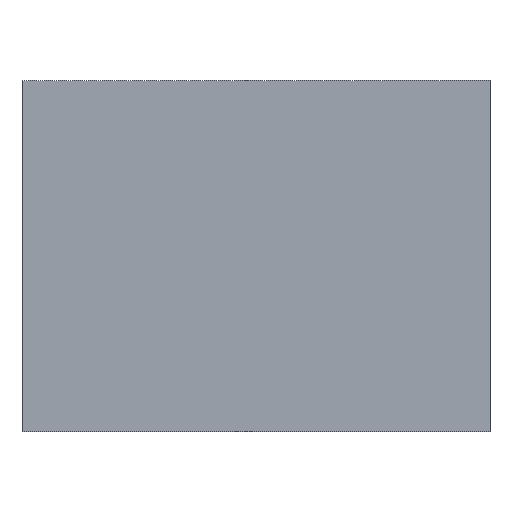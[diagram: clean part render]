
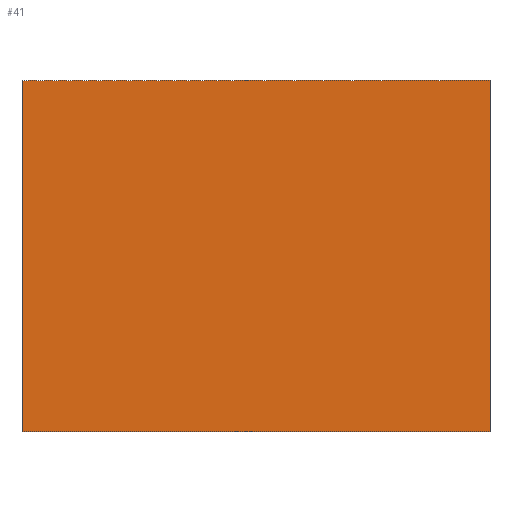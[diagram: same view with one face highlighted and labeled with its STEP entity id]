
A CAD part, left-side view. The second image highlights one B-rep face of the part: STEP entity #41.
In plain terms, the highlighted planar face has unit normal (-1, 0, 0).
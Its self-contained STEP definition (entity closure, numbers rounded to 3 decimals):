
#41=ADVANCED_FACE('',(#76),#77,.F.);
#76=FACE_OUTER_BOUND('',#102,.T.);
#77=PLANE('',#103);
#102=EDGE_LOOP('',(#147,#148,#149,#150));
#103=AXIS2_PLACEMENT_3D('',#151,#152,#153);
#147=ORIENTED_EDGE('',*,*,#156,.F.);
#148=ORIENTED_EDGE('',*,*,#169,.F.);
#149=ORIENTED_EDGE('',*,*,#165,.F.);
#150=ORIENTED_EDGE('',*,*,#161,.F.);
#151=CARTESIAN_POINT('',(0.0,0.0,0.));
#152=DIRECTION('',(1.0,0.0,0.0));
#153=DIRECTION('',(0.0,1.0,-0.0));
#156=EDGE_CURVE('',#175,#176,#177,.T.);
#161=EDGE_CURVE('',#176,#184,#185,.T.);
#165=EDGE_CURVE('',#184,#190,#191,.T.);
#169=EDGE_CURVE('',#190,#175,#196,.T.);
#175=VERTEX_POINT('',#202);
#176=VERTEX_POINT('',#203);
#177=LINE('',#204,#205);
#184=VERTEX_POINT('',#215);
#185=LINE('',#216,#217);
#190=VERTEX_POINT('',#224);
#191=LINE('',#225,#226);
#196=LINE('',#233,#234);
#202=CARTESIAN_POINT('',(0.0,30.0,-22.5));
#203=CARTESIAN_POINT('',(0.0,30.0,22.5));
#204=CARTESIAN_POINT('',(0.0,30.0,22.5));
#205=VECTOR('',#240,45.0);
#215=CARTESIAN_POINT('',(0.0,-30.0,22.5));
#216=CARTESIAN_POINT('',(0.0,-30.0,22.5));
#217=VECTOR('',#244,60.0);
#224=CARTESIAN_POINT('',(0.0,-30.0,-22.5));
#225=CARTESIAN_POINT('',(0.0,-30.0,-22.5));
#226=VECTOR('',#247,45.0);
#233=CARTESIAN_POINT('',(0.0,30.0,-22.5));
#234=VECTOR('',#250,60.0);
#240=DIRECTION('',(0.0,0.0,1.0));
#244=DIRECTION('',(0.0,-1.0,0.0));
#247=DIRECTION('',(0.0,0.0,-1.0));
#250=DIRECTION('',(0.0,1.0,0.0));
